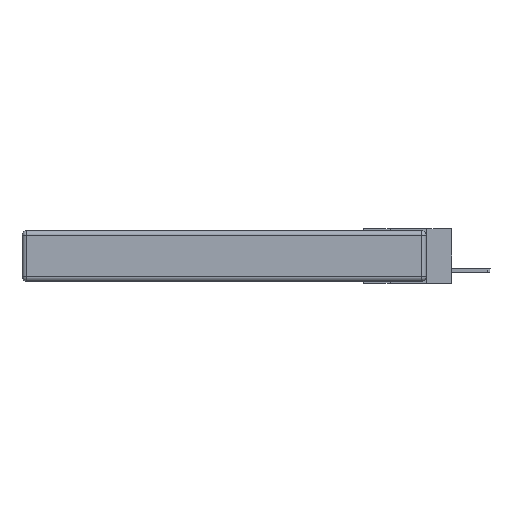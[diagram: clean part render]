
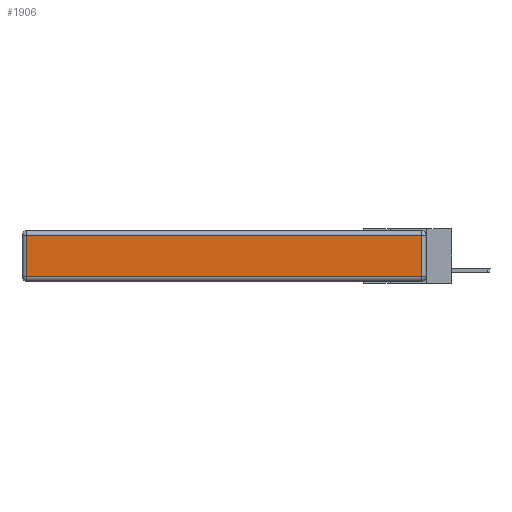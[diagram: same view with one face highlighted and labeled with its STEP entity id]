
A CAD part, left-side view. The second image highlights one B-rep face of the part: STEP entity #1906.
In plain terms, the highlighted planar face has unit normal (-1, 0, 0).
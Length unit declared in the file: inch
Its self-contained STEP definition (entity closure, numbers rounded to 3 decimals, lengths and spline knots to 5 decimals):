
#323 = VECTOR ( 'NONE', #887, 39.37008 ) ;
#887 = DIRECTION ( 'NONE',  ( 0., 0., -1. ) ) ;
#1466 = DIRECTION ( 'NONE',  ( 0., 0., 1. ) ) ;
#1810 = LINE ( 'NONE', #10550, #323 ) ;
#1826 = AXIS2_PLACEMENT_3D ( 'NONE', #8311, #8223, #10233 ) ;
#1890 = ORIENTED_EDGE ( 'NONE', *, *, #12442, .T. ) ;
#1906 = ADVANCED_FACE ( 'NONE', ( #8913 ), #5249, .T. ) ;
#2054 = ORIENTED_EDGE ( 'NONE', *, *, #5318, .T. ) ;
#2332 = LINE ( 'NONE', #7286, #8879 ) ;
#3156 = VERTEX_POINT ( 'NONE', #10396 ) ;
#3335 = EDGE_CURVE ( 'NONE', #3156, #11504, #9949, .T. ) ;
#3664 = EDGE_CURVE ( 'NONE', #11504, #6541, #2332, .T. ) ;
#3838 = LINE ( 'NONE', #5486, #5533 ) ;
#4863 = DIRECTION ( 'NONE',  ( 0., -1., 0. ) ) ;
#4890 = EDGE_LOOP ( 'NONE', ( #5648, #8004, #2054, #1890 ) ) ;
#5249 = PLANE ( 'NONE',  #1826 ) ;
#5318 = EDGE_CURVE ( 'NONE', #6541, #6599, #3838, .T. ) ;
#5405 = VECTOR ( 'NONE', #4863, 39.37008 ) ;
#5471 = CARTESIAN_POINT ( 'NONE',  ( 0., 2.72, -0.03 ) ) ;
#5486 = CARTESIAN_POINT ( 'NONE',  ( 0., 2.75, -0.03 ) ) ;
#5533 = VECTOR ( 'NONE', #7291, 39.37008 ) ;
#5648 = ORIENTED_EDGE ( 'NONE', *, *, #3335, .T. ) ;
#6541 = VERTEX_POINT ( 'NONE', #7185 ) ;
#6599 = VERTEX_POINT ( 'NONE', #5471 ) ;
#7185 = CARTESIAN_POINT ( 'NONE',  ( 0., 0.03, -0.03 ) ) ;
#7286 = CARTESIAN_POINT ( 'NONE',  ( 0., 0.03, -0.343 ) ) ;
#7291 = DIRECTION ( 'NONE',  ( 0., 1., 0. ) ) ;
#8004 = ORIENTED_EDGE ( 'NONE', *, *, #3664, .T. ) ;
#8223 = DIRECTION ( 'NONE',  ( -1., 0., 0. ) ) ;
#8311 = CARTESIAN_POINT ( 'NONE',  ( 0., 0., -0.343 ) ) ;
#8879 = VECTOR ( 'NONE', #1466, 39.37008 ) ;
#8882 = CARTESIAN_POINT ( 'NONE',  ( 0., 0., -0.313 ) ) ;
#8913 = FACE_OUTER_BOUND ( 'NONE', #4890, .T. ) ;
#9399 = CARTESIAN_POINT ( 'NONE',  ( 0., 0.03, -0.313 ) ) ;
#9949 = LINE ( 'NONE', #8882, #5405 ) ;
#10233 = DIRECTION ( 'NONE',  ( 0., 0., 1. ) ) ;
#10396 = CARTESIAN_POINT ( 'NONE',  ( 0., 2.72, -0.313 ) ) ;
#10550 = CARTESIAN_POINT ( 'NONE',  ( 0., 2.72, -0.343 ) ) ;
#11504 = VERTEX_POINT ( 'NONE', #9399 ) ;
#12442 = EDGE_CURVE ( 'NONE', #6599, #3156, #1810, .T. ) ;
